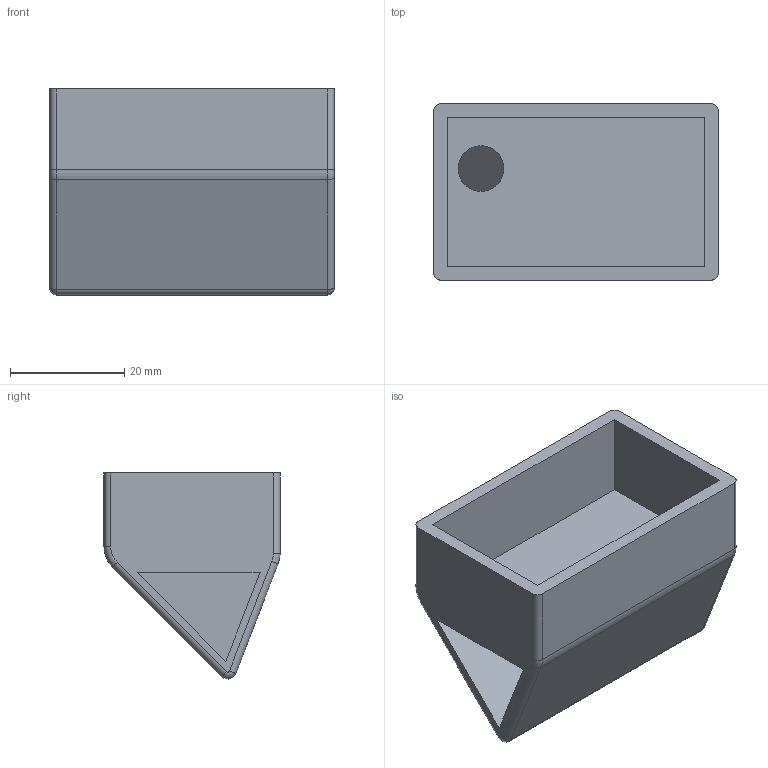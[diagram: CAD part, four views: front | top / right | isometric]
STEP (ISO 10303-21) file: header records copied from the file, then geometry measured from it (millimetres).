
FILE_DESCRIPTION(/* description */ (''),/* implementation_level */ '2;1');
FILE_NAME(/* name */ 'portatermometro v2.stp',/* time_stamp */ '2023-01-01T15:20:40+01:00',/* author */ (''),/* organization */ (''),/* preprocessor_version */ 'ST-DEVELOPER v19.2',/* originating_system */ 'Autodesk Translation Framework v11.17.0.187',/* authorisation */ '');
FILE_SCHEMA (('AUTOMOTIVE_DESIGN { 1 0 10303 214 3 1 1 }'));
Length unit declared in the file: millimetre
Products named in the file (1): portatermometro
Bounding box: 49.8 x 30.8 x 36.02 mm (x, y, z)
Volume: 14327.5 mm3; surface area: 12139.8 mm2
Topology: 1 solids, 1 shells, 34 faces, 78 edges, 48 vertices
Faces by surface type: plane 16, cylinder 12, torus 4, bspline 2
Full cylindrical faces by diameter (mm): 8 x1
Entity records: 1013 total; most frequent: CARTESIAN_POINT 189, DIRECTION 174, ORIENTED_EDGE 156, EDGE_CURVE 78, AXIS2_PLACEMENT_3D 63, LINE 48, VECTOR 48, VERTEX_POINT 48
